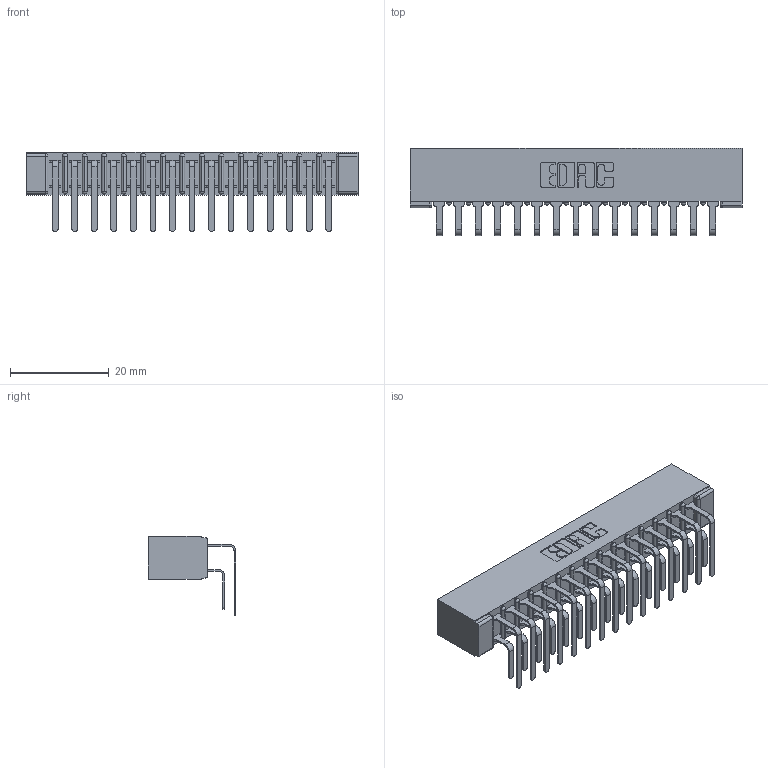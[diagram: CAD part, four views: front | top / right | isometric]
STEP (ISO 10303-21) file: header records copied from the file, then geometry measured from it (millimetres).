
FILE_DESCRIPTION (( 'STEP AP203' ), '1' );
FILE_NAME ('357-030-559-201.STEP', '2018-08-09T21:55:10', ( '' ), ( '' ), 'SwSTEP 2.0', 'SolidWorks 2016', '' );
FILE_SCHEMA (( 'CONFIG_CONTROL_DESIGN' ));
Length unit declared in the file: inch
Products named in the file (4): 307-290-001_559 - 2 (Single); 357-030-559-201; 307 Part_No Mounting Lugs; 307-290-001_558 559 - 1 (Single)
Assembly tree (31 placements, depth 2):
  357-030-559-201
    307 Part_No Mounting Lugs
    307-290-001_558 559 - 1 (Single)  x15
    307-290-001_559 - 2 (Single)  x15
Bounding box: 67.31 x 17.69 x 16.08 mm (x, y, z)
Volume: 4769.7 mm3; surface area: 9278.8 mm2
Topology: 31 solids, 31 shells, 1626 faces, 4559 edges, 2954 vertices
Faces by surface type: plane 1056, cylinder 538, sphere 32
Entity records: 17837 total; most frequent: CARTESIAN_POINT 2925, ORIENTED_EDGE 2894, DIRECTION 2875, EDGE_CURVE 1447, VECTOR 1099, LINE 1099, VERTEX_POINT 938, AXIS2_PLACEMENT_3D 888
